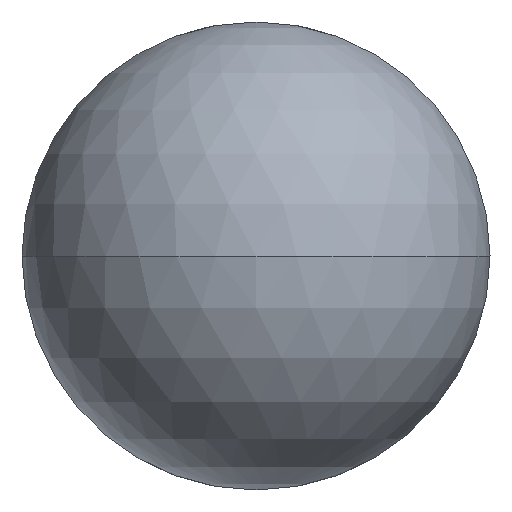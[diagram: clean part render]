
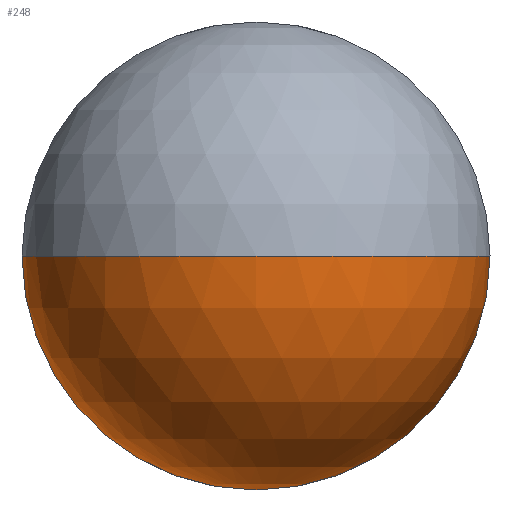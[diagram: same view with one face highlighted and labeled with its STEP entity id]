
A CAD part, front view. The second image highlights one B-rep face of the part: STEP entity #248.
In plain terms, the highlighted spherical face has radius 4.763 mm.
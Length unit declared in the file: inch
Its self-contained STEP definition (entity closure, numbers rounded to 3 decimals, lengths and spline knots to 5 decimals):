
#32 = VERTEX_POINT ( 'NONE', #233 ) ;
#52 = EDGE_CURVE ( 'NONE', #188, #356, #492, .T. ) ;
#53 = CARTESIAN_POINT ( 'NONE',  ( 0.1875, 0.1875, 0. ) ) ;
#57 = AXIS2_PLACEMENT_3D ( 'NONE', #103, #143, #111 ) ;
#76 = AXIS2_PLACEMENT_3D ( 'NONE', #341, #105, #458 ) ;
#103 = CARTESIAN_POINT ( 'NONE',  ( 0., 0.1875, 0. ) ) ;
#105 = DIRECTION ( 'NONE',  ( 0., 0., -1. ) ) ;
#106 = EDGE_CURVE ( 'NONE', #356, #317, #268, .T. ) ;
#111 = DIRECTION ( 'NONE',  ( 1., 0., 0. ) ) ;
#122 = CARTESIAN_POINT ( 'NONE',  ( -0.1875, 0.1875, 0. ) ) ;
#125 = DIRECTION ( 'NONE',  ( -1., 0., 0. ) ) ;
#135 = CARTESIAN_POINT ( 'NONE',  ( 0., 0.1875, -0.1875 ) ) ;
#143 = DIRECTION ( 'NONE',  ( 0., 0., 1. ) ) ;
#154 = ORIENTED_EDGE ( 'NONE', *, *, #106, .T. ) ;
#169 = DIRECTION ( 'NONE',  ( 0., -1., 0. ) ) ;
#188 = VERTEX_POINT ( 'NONE', #122 ) ;
#219 = CIRCLE ( 'NONE', #57, 0.1875 ) ;
#233 = CARTESIAN_POINT ( 'NONE',  ( 0., 0., 0. ) ) ;
#248 = ADVANCED_FACE ( 'NONE', ( #359 ), #329, .T. ) ;
#259 = DIRECTION ( 'NONE',  ( 0., 0., -1. ) ) ;
#268 = CIRCLE ( 'NONE', #521, 0.1875 ) ;
#299 = CARTESIAN_POINT ( 'NONE',  ( 0., 0.1875, 0. ) ) ;
#300 = CARTESIAN_POINT ( 'NONE',  ( 0., 0.1875, 0. ) ) ;
#313 = ORIENTED_EDGE ( 'NONE', *, *, #367, .F. ) ;
#317 = VERTEX_POINT ( 'NONE', #53 ) ;
#329 = SPHERICAL_SURFACE ( 'NONE', #515, 0.1875 ) ;
#341 = CARTESIAN_POINT ( 'NONE',  ( 0., 0.1875, 0. ) ) ;
#356 = VERTEX_POINT ( 'NONE', #135 ) ;
#359 = FACE_OUTER_BOUND ( 'NONE', #369, .T. ) ;
#363 = CIRCLE ( 'NONE', #76, 0.1875 ) ;
#367 = EDGE_CURVE ( 'NONE', #188, #32, #219, .T. ) ;
#369 = EDGE_LOOP ( 'NONE', ( #398, #154, #407, #313 ) ) ;
#376 = DIRECTION ( 'NONE',  ( 0., -1., 0. ) ) ;
#398 = ORIENTED_EDGE ( 'NONE', *, *, #52, .T. ) ;
#403 = CARTESIAN_POINT ( 'NONE',  ( 0., 0.1875, 0. ) ) ;
#407 = ORIENTED_EDGE ( 'NONE', *, *, #498, .T. ) ;
#451 = DIRECTION ( 'NONE',  ( 0., 0., -1. ) ) ;
#454 = AXIS2_PLACEMENT_3D ( 'NONE', #403, #169, #484 ) ;
#458 = DIRECTION ( 'NONE',  ( -1., 0., 0. ) ) ;
#484 = DIRECTION ( 'NONE',  ( 0., 0., -1. ) ) ;
#492 = CIRCLE ( 'NONE', #454, 0.1875 ) ;
#498 = EDGE_CURVE ( 'NONE', #317, #32, #363, .T. ) ;
#515 = AXIS2_PLACEMENT_3D ( 'NONE', #299, #259, #125 ) ;
#521 = AXIS2_PLACEMENT_3D ( 'NONE', #300, #376, #451 ) ;
